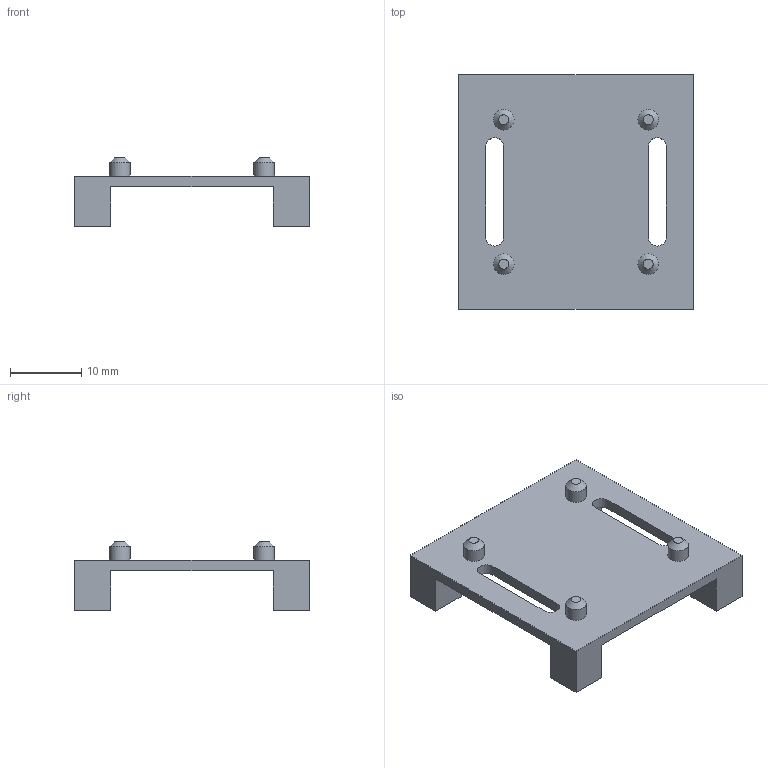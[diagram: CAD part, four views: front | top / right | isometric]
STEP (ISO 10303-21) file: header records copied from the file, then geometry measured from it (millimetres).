
FILE_DESCRIPTION(/* description */ (''),/* implementation_level */ '2;1');
FILE_NAME(/* name */ 'IMU_Holder.step',/* time_stamp */ '2023-11-06T01:57:03-08:00',/* author */ (''),/* organization */ (''),/* preprocessor_version */ 'ST-DEVELOPER v20',/* originating_system */ 'Autodesk Translation Framework v12.14.0.127',/* authorisation */ '');
FILE_SCHEMA (('AUTOMOTIVE_DESIGN { 1 0 10303 214 3 1 1 }'));
Length unit declared in the file: millimetre
Products named in the file (1): IMU_Holder
Bounding box: 33.02 x 33.02 x 9.7 mm (x, y, z)
Volume: 1933.8 mm3; surface area: 3113.9 mm2
Topology: 1 solids, 1 shells, 46 faces, 104 edges, 68 vertices
Faces by surface type: plane 30, cylinder 12, cone 4
Full cylindrical faces by diameter (mm): 2.9 x4, 3.6 x4
Entity records: 1325 total; most frequent: DIRECTION 226, CARTESIAN_POINT 219, ORIENTED_EDGE 208, EDGE_CURVE 104, LINE 76, VECTOR 76, AXIS2_PLACEMENT_3D 75, VERTEX_POINT 68
